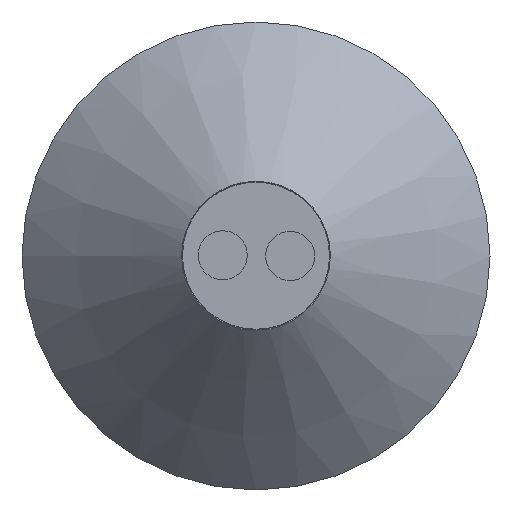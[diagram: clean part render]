
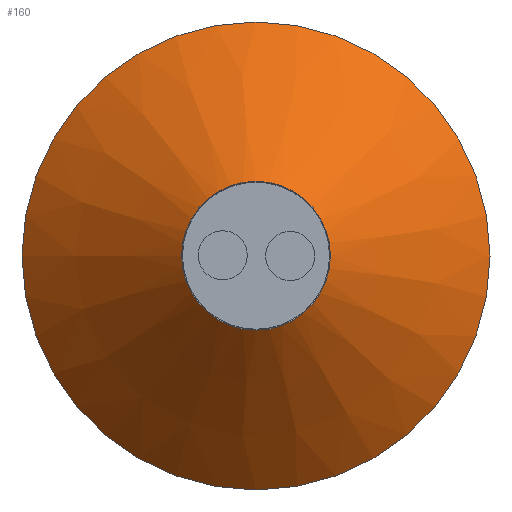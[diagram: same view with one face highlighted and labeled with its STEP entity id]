
A CAD part, top view. The second image highlights one B-rep face of the part: STEP entity #160.
In plain terms, the highlighted conical face has half-angle 45.647 degrees and reference radius 52.5 mm.
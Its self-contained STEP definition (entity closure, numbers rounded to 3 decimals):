
#13=CONICAL_SURFACE('',#198,52.5,0.797);
#38=FACE_OUTER_BOUND('',#54,.T.);
#54=EDGE_LOOP('',(#140,#141,#142,#143,#144));
#60=LINE('',#294,#66);
#66=VECTOR('',#252,52.5);
#75=CIRCLE('',#192,16.7);
#76=CIRCLE('',#193,16.7);
#78=CIRCLE('',#197,52.5);
#87=VERTEX_POINT('',#282);
#88=VERTEX_POINT('',#283);
#90=VERTEX_POINT('',#291);
#103=EDGE_CURVE('',#87,#88,#75,.T.);
#104=EDGE_CURVE('',#88,#87,#76,.T.);
#107=EDGE_CURVE('',#90,#90,#78,.T.);
#108=EDGE_CURVE('',#87,#90,#60,.T.);
#140=ORIENTED_EDGE('',*,*,#103,.T.);
#141=ORIENTED_EDGE('',*,*,#104,.T.);
#142=ORIENTED_EDGE('',*,*,#108,.T.);
#143=ORIENTED_EDGE('',*,*,#107,.T.);
#144=ORIENTED_EDGE('',*,*,#108,.F.);
#160=ADVANCED_FACE('',(#38),#13,.T.);
#192=AXIS2_PLACEMENT_3D('',#284,#237,#238);
#193=AXIS2_PLACEMENT_3D('',#285,#239,#240);
#197=AXIS2_PLACEMENT_3D('',#292,#248,#249);
#198=AXIS2_PLACEMENT_3D('',#293,#250,#251);
#237=DIRECTION('center_axis',(0.,0.,-1.));
#238=DIRECTION('ref_axis',(-1.,0.,0.));
#239=DIRECTION('center_axis',(0.,0.,-1.));
#240=DIRECTION('ref_axis',(-1.,0.,0.));
#248=DIRECTION('center_axis',(0.,0.,1.));
#249=DIRECTION('ref_axis',(1.,0.,0.));
#250=DIRECTION('center_axis',(0.,0.,-1.));
#251=DIRECTION('ref_axis',(1.,0.,0.));
#252=DIRECTION('',(-0.715,0.,-0.699));
#282=CARTESIAN_POINT('',(58.3,0.,35.));
#283=CARTESIAN_POINT('',(91.7,0.,35.));
#284=CARTESIAN_POINT('Origin',(75.,0.,35.));
#285=CARTESIAN_POINT('Origin',(75.,0.,35.));
#291=CARTESIAN_POINT('',(22.5,0.,0.));
#292=CARTESIAN_POINT('Origin',(75.,0.,0.));
#293=CARTESIAN_POINT('Origin',(75.,0.,0.));
#294=CARTESIAN_POINT('',(22.5,0.,0.));
